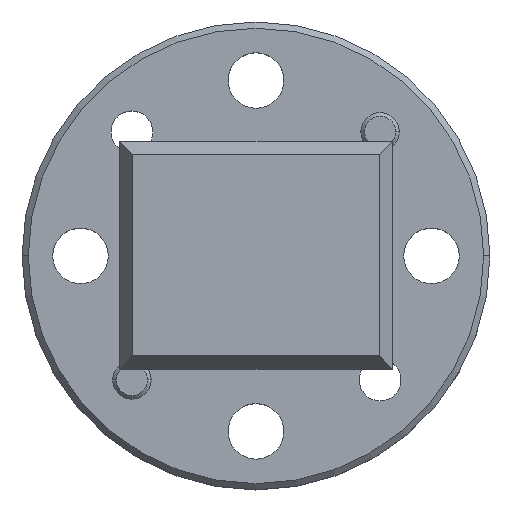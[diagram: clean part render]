
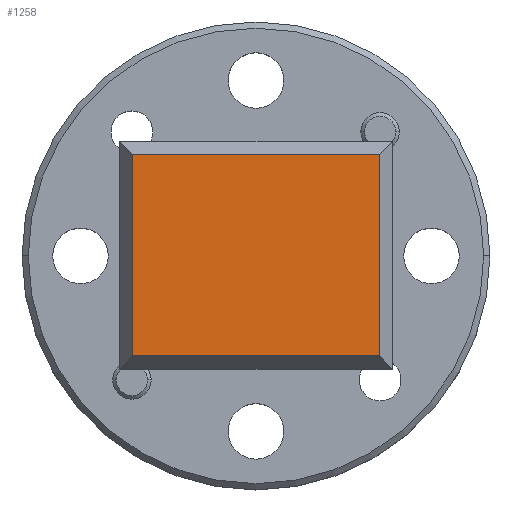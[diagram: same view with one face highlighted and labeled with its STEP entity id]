
A CAD part, top view. The second image highlights one B-rep face of the part: STEP entity #1258.
In plain terms, the highlighted planar face has unit normal (0, 0, 1).
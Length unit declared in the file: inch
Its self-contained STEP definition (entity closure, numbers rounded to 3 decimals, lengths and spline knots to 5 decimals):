
#68 = CARTESIAN_POINT ( 'NONE',  ( -0.19835, -0.16145, 0. ) ) ;
#264 = VECTOR ( 'NONE', #1952, 39.37008 ) ;
#279 = DIRECTION ( 'NONE',  ( 0., 1., 0. ) ) ;
#354 = VERTEX_POINT ( 'NONE', #797 ) ;
#360 = CARTESIAN_POINT ( 'NONE',  ( 0.19835, 0.16145, 0. ) ) ;
#385 = EDGE_LOOP ( 'NONE', ( #1067, #1071, #2058, #2175 ) ) ;
#417 = EDGE_CURVE ( 'NONE', #1075, #1253, #743, .T. ) ;
#459 = VECTOR ( 'NONE', #2279, 39.37008 ) ;
#652 = DIRECTION ( 'NONE',  ( 0., -1., 0. ) ) ;
#698 = VECTOR ( 'NONE', #652, 39.37008 ) ;
#743 = LINE ( 'NONE', #1549, #459 ) ;
#774 = FACE_OUTER_BOUND ( 'NONE', #385, .T. ) ;
#797 = CARTESIAN_POINT ( 'NONE',  ( 0.19835, -0.16145, 0. ) ) ;
#823 = EDGE_CURVE ( 'NONE', #1022, #1075, #1388, .T. ) ;
#824 = EDGE_CURVE ( 'NONE', #1253, #354, #2000, .T. ) ;
#1022 = VERTEX_POINT ( 'NONE', #68 ) ;
#1067 = ORIENTED_EDGE ( 'NONE', *, *, #1079, .F. ) ;
#1071 = ORIENTED_EDGE ( 'NONE', *, *, #824, .F. ) ;
#1075 = VERTEX_POINT ( 'NONE', #1187 ) ;
#1079 = EDGE_CURVE ( 'NONE', #354, #1022, #1735, .T. ) ;
#1187 = CARTESIAN_POINT ( 'NONE',  ( -0.19835, 0.16145, 0. ) ) ;
#1253 = VERTEX_POINT ( 'NONE', #360 ) ;
#1258 = ADVANCED_FACE ( 'NONE', ( #774 ), #2016, .T. ) ;
#1267 = DIRECTION ( 'NONE',  ( 1., 0., 0. ) ) ;
#1388 = LINE ( 'NONE', #1957, #1859 ) ;
#1454 = CARTESIAN_POINT ( 'NONE',  ( 0., 0., 0. ) ) ;
#1463 = DIRECTION ( 'NONE',  ( 0., 0., 1. ) ) ;
#1549 = CARTESIAN_POINT ( 'NONE',  ( 0., 0.16145, 0. ) ) ;
#1699 = AXIS2_PLACEMENT_3D ( 'NONE', #1454, #1463, #1267 ) ;
#1733 = CARTESIAN_POINT ( 'NONE',  ( 0., -0.16145, 0. ) ) ;
#1735 = LINE ( 'NONE', #1733, #264 ) ;
#1859 = VECTOR ( 'NONE', #279, 39.37008 ) ;
#1952 = DIRECTION ( 'NONE',  ( -1., 0., 0. ) ) ;
#1957 = CARTESIAN_POINT ( 'NONE',  ( -0.19835, 0., 0. ) ) ;
#2000 = LINE ( 'NONE', #2139, #698 ) ;
#2016 = PLANE ( 'NONE',  #1699 ) ;
#2058 = ORIENTED_EDGE ( 'NONE', *, *, #417, .F. ) ;
#2139 = CARTESIAN_POINT ( 'NONE',  ( 0.19835, 0., 0. ) ) ;
#2175 = ORIENTED_EDGE ( 'NONE', *, *, #823, .F. ) ;
#2279 = DIRECTION ( 'NONE',  ( 1., 0., 0. ) ) ;
